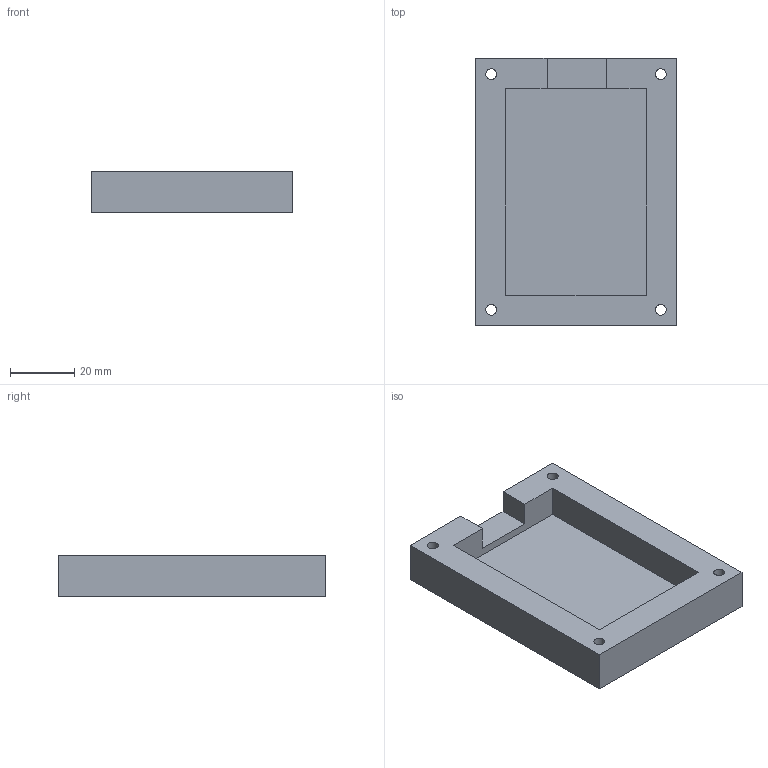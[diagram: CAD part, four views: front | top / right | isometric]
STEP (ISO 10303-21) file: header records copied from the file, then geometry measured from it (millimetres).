
FILE_DESCRIPTION(/* description */ (''),/* implementation_level */ '2;1');
FILE_NAME(/* name */ 'case.step',/* time_stamp */ '2025-12-03T09:20:50-06:00',/* author */ (''),/* organization */ (''),/* preprocessor_version */ 'ST-DEVELOPER v20.1',/* originating_system */ 'Autodesk Translation Framework v14.21.0.0',/* authorisation */ '');
FILE_SCHEMA (('AUTOMOTIVE_DESIGN { 1 0 10303 214 3 1 1 }'));
Length unit declared in the file: millimetre
Products named in the file (2): 2025-12-02-12-56-25-554; 2025-12-02-12-59-41-903
Assembly tree (1 placements, depth 2):
  2025-12-02-12-56-25-554
    2025-12-02-12-59-41-903
Bounding box: 62.6 x 83.1 x 13 mm (x, y, z)
Volume: 37622.7 mm3; surface area: 16835.3 mm2
Topology: 1 solids, 1 shells, 39 faces, 93 edges, 62 vertices
Faces by surface type: plane 31, cylinder 8
Full cylindrical faces by diameter (mm): 3.4 x4, 6 x4
Entity records: 1192 total; most frequent: CARTESIAN_POINT 197, DIRECTION 193, ORIENTED_EDGE 186, EDGE_CURVE 93, LINE 77, VECTOR 77, VERTEX_POINT 62, AXIS2_PLACEMENT_3D 58
